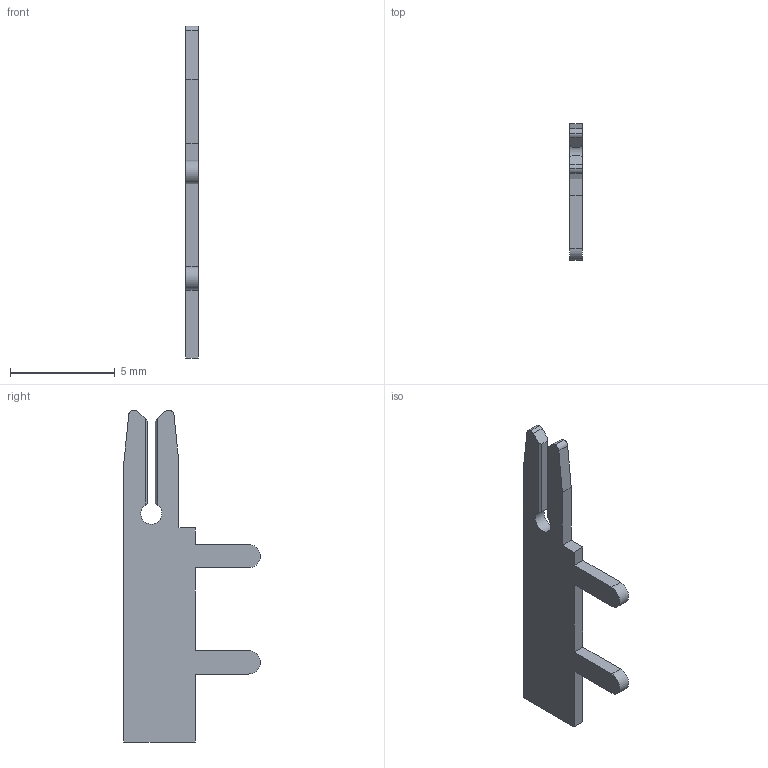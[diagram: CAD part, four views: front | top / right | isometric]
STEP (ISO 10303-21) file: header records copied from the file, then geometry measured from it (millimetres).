
FILE_DESCRIPTION (( 'STEP AP203' ), '1' );
FILE_NAME ('100-290-202.STEP', '2020-04-07T15:14:31', ( '' ), ( '' ), 'SwSTEP 2.0', 'SolidWorks 2016', '' );
FILE_SCHEMA (( 'CONFIG_CONTROL_DESIGN' ));
Length unit declared in the file: millimetre
Products named in the file (2): 100-290-202; 100-290-001_100-290-202
Assembly tree (1 placements, depth 2):
  100-290-202
    100-290-001_100-290-202
Bounding box: 0.6 x 6.53 x 15.88 mm (x, y, z)
Volume: 31.8 mm3; surface area: 141.3 mm2
Topology: 1 solids, 1 shells, 30 faces, 84 edges, 56 vertices
Faces by surface type: plane 23, cylinder 7
Entity records: 1158 total; most frequent: CARTESIAN_POINT 186, ORIENTED_EDGE 168, DIRECTION 162, EDGE_CURVE 84, VECTOR 66, LINE 66, VERTEX_POINT 56, AXIS2_PLACEMENT_3D 48
